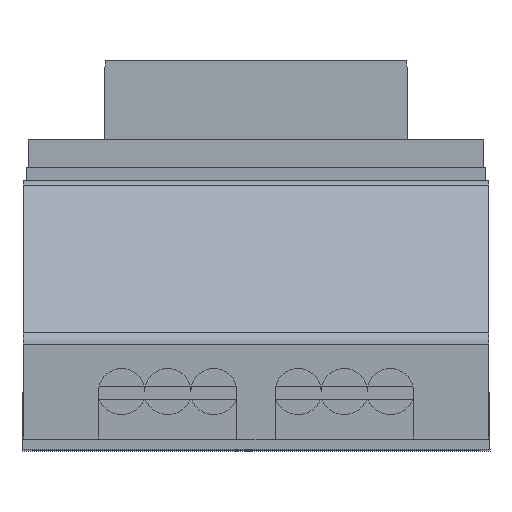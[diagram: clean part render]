
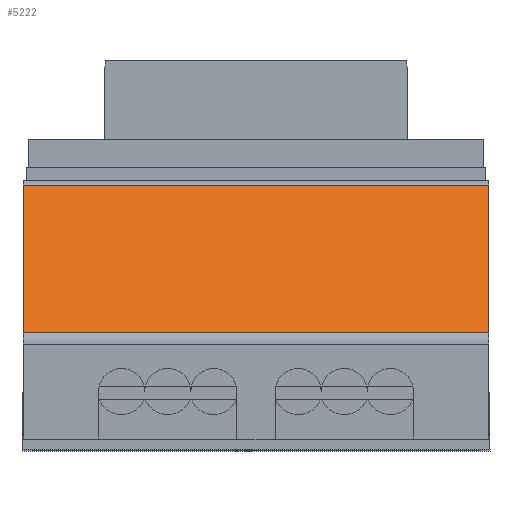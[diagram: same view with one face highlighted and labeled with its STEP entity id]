
A CAD part, top view. The second image highlights one B-rep face of the part: STEP entity #5222.
In plain terms, the highlighted planar face has unit normal (0, 0.707, 0.707).
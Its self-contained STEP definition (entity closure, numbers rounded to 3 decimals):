
#380 = VECTOR ( 'NONE', #9744, 1000. ) ;
#798 = EDGE_CURVE ( 'Defeature ausgef�hrt1_295+Defeature ausgef�hrt1_299+Defeature ausgef�hrt1_294+Defeature ausgef�hrt1_296', #14484, #10739, #4732, .T. ) ;
#921 = VERTEX_POINT ( 'NONE', #5111 ) ;
#1442 = AXIS2_PLACEMENT_3D ( 'NONE', #1965, #16053, #4465 ) ;
#1965 = CARTESIAN_POINT ( 'NONE',  ( 58.1, -22.292, 111.053 ) ) ;
#2409 = CARTESIAN_POINT ( 'NONE',  ( -58.1, -22.292, 111.053 ) ) ;
#2462 = CARTESIAN_POINT ( 'NONE',  ( 58.1, 14.528, 74.233 ) ) ;
#3657 = DIRECTION ( 'NONE',  ( 0., -0.707, 0.707 ) ) ;
#4450 = CARTESIAN_POINT ( 'NONE',  ( 58.1, 14.528, 74.233 ) ) ;
#4465 = DIRECTION ( 'NONE',  ( 0., 0.707, -0.707 ) ) ;
#4488 = CARTESIAN_POINT ( 'NONE',  ( 58.1, -22.292, 111.053 ) ) ;
#4520 = VECTOR ( 'NONE', #9460, 1000. ) ;
#4601 = LINE ( 'NONE', #8210, #4520 ) ;
#4732 = LINE ( 'NONE', #2409, #10191 ) ;
#4815 = ORIENTED_EDGE ( 'NONE', *, *, #8887, .F. ) ;
#5111 = CARTESIAN_POINT ( 'NONE',  ( 58.1, -22.292, 111.053 ) ) ;
#5222 = ADVANCED_FACE ( 'Defeature ausgef�hrt1_295', ( #9913 ), #6725, .F. ) ;
#6725 = PLANE ( 'NONE',  #1442 ) ;
#7363 = VERTEX_POINT ( 'NONE', #4450 ) ;
#7643 = CARTESIAN_POINT ( 'NONE',  ( -58.1, -22.292, 111.053 ) ) ;
#7691 = ORIENTED_EDGE ( 'NONE', *, *, #11216, .F. ) ;
#7838 = LINE ( 'NONE', #2462, #12779 ) ;
#8210 = CARTESIAN_POINT ( 'NONE',  ( 58.1, -22.292, 111.053 ) ) ;
#8887 = EDGE_CURVE ( 'Defeature ausgef�hrt1_298+Defeature ausgef�hrt1_295+Defeature ausgef�hrt1_294+Defeature ausgef�hrt1_296', #7363, #921, #11414, .T. ) ;
#9460 = DIRECTION ( 'NONE',  ( -1., 0., 0. ) ) ;
#9744 = DIRECTION ( 'NONE',  ( 0., -0.707, 0.707 ) ) ;
#9913 = FACE_OUTER_BOUND ( 'NONE', #10553, .T. ) ;
#10191 = VECTOR ( 'NONE', #3657, 1000. ) ;
#10331 = ORIENTED_EDGE ( 'NONE', *, *, #15448, .T. ) ;
#10553 = EDGE_LOOP ( 'NONE', ( #12465, #7691, #4815, #10331 ) ) ;
#10739 = VERTEX_POINT ( 'NONE', #7643 ) ;
#11216 = EDGE_CURVE ( 'Defeature ausgef�hrt1_296+Defeature ausgef�hrt1_295+Defeature ausgef�hrt1_298+Defeature ausgef�hrt1_299', #921, #10739, #4601, .T. ) ;
#11414 = LINE ( 'NONE', #4488, #380 ) ;
#12465 = ORIENTED_EDGE ( 'NONE', *, *, #798, .T. ) ;
#12779 = VECTOR ( 'NONE', #14042, 1000. ) ;
#13310 = CARTESIAN_POINT ( 'NONE',  ( -58.1, 14.528, 74.233 ) ) ;
#14042 = DIRECTION ( 'NONE',  ( -1., 0., 0. ) ) ;
#14484 = VERTEX_POINT ( 'NONE', #13310 ) ;
#15448 = EDGE_CURVE ( 'Defeature ausgef�hrt1_295+Defeature ausgef�hrt1_294+Defeature ausgef�hrt1_298+Defeature ausgef�hrt1_299', #7363, #14484, #7838, .T. ) ;
#16053 = DIRECTION ( 'NONE',  ( 0., -0.707, -0.707 ) ) ;
